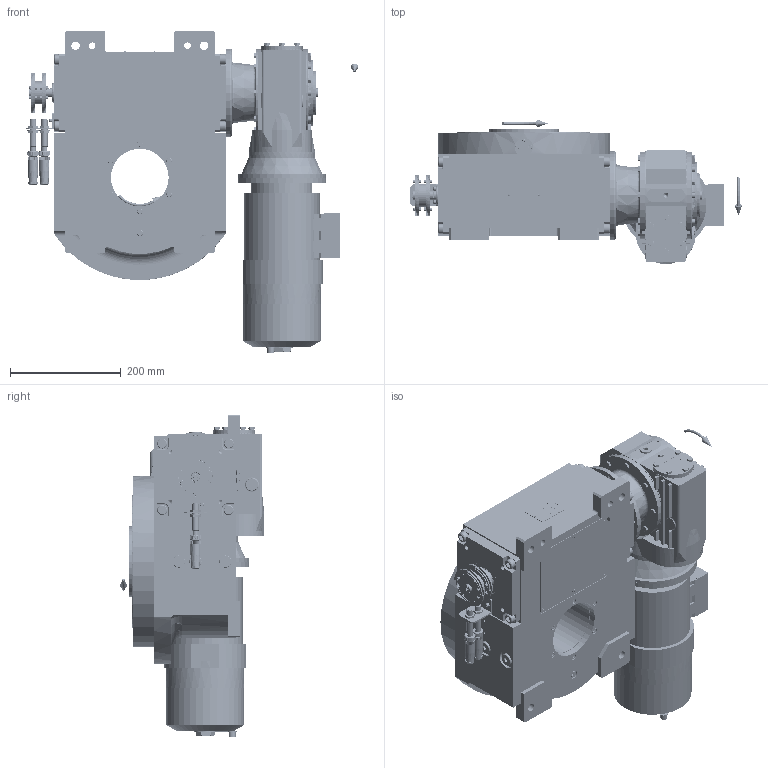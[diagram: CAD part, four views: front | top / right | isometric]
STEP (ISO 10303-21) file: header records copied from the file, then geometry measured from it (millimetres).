
FILE_DESCRIPTION (( 'STEP AP203' ), '1' );
FILE_NAME ('PC5201932.step', '2026-03-13T13:00:27', ( '' ), ( '' ), 'SwSTEP 2.0', 'SolidWorks 2020', '' );
FILE_SCHEMA (( 'CONFIG_CONTROL_DESIGN' ));
Length unit declared in the file: millimetre
Products named in the file (95): cfn2000_01_152; cfn2003_01_054; cfn2000_01_081; cfn2000_01_099; CFN2000_01_185.stp; rig09_071_16_m_n_02.stp; CFN2356_03_053.stp; RIG09_005_AF0.stp; cfn2070_05_009; cfn2104_01_018; cfn2205_01_015; RIG09_005_ASM.stp; cfn2276_01_056; CFN2223_02_004.stp; rig09_007_master; CFN2223_02_003.stp; CFN2203_02_002.stp; cfn2128_04_002; freccia_angolare; 900_00_00_004; AS_cfn2400_04_024; rig09_016; cfn2400_04_024; rig09_001_a_s_012; freccia_angolare_albero; CBF70_F3_LCB_SX_71B5; AS_rig09_014_s_003; AS_rig09_071_16_m_n_02; cfn2155_01_095; cfn2107_01_001; AS_900_38_10_028; AS_rig09_004; rig09_002_bl; cfn2000_01_184; cfn2115_02_057; RIG09_021_AF1.stp; CFN2104_02_018.stp; AS_900_00_00_004; cfn2155_01_166; cfn2151_01_115 ...
Assembly tree (87 placements, depth 5):
  CFN2356_03_053.stp
  cfn2205_01_015
  cfn2276_01_056
  CFN2223_02_004.stp
  rig09_007_master
Bounding box: 599.5 x 260.5 x 582.17 mm (x, y, z)
Volume: 13831654.8 mm3; surface area: 1846738.2 mm2
Topology: 76 solids, 80 shells, 6048 faces, 15277 edges, 9668 vertices
Faces by surface type: plane 2844, cylinder 1930, cone 1080, torus 188, sphere 4, bspline 2
Entity records: 171882 total; most frequent: CARTESIAN_POINT 43787, DIRECTION 24844, ORIENTED_EDGE 24548, EDGE_CURVE 12274, AXIS2_PLACEMENT_3D 9176, VERTEX_POINT 7841, VECTOR 6492, LINE 6492
